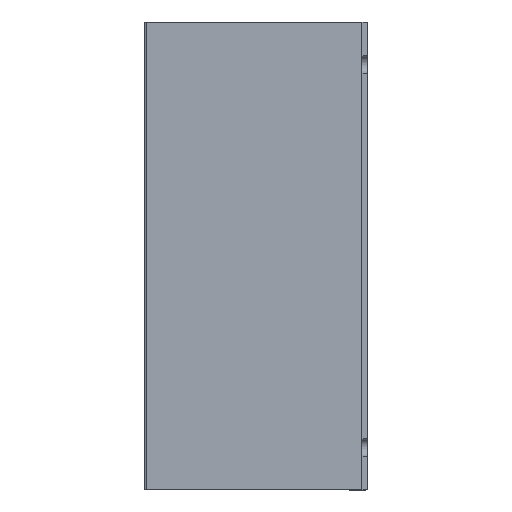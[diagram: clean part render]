
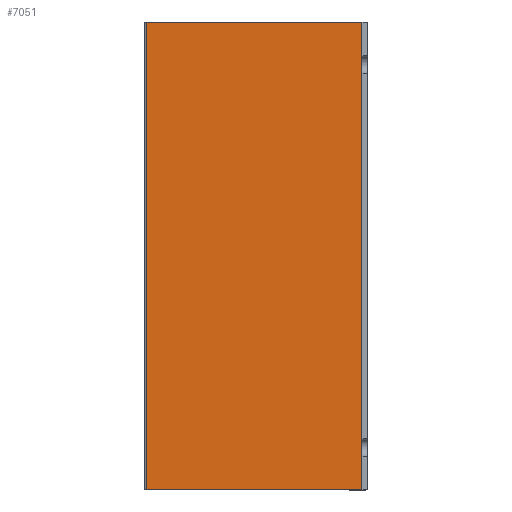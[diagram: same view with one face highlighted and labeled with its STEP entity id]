
A CAD part, left-side view. The second image highlights one B-rep face of the part: STEP entity #7051.
In plain terms, the highlighted planar face has unit normal (1, 0, 0).
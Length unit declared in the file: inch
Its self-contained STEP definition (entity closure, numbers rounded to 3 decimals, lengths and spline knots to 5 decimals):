
#1036 = CARTESIAN_POINT ( 'NONE',  ( -1.975, -1.245, 0. ) ) ;
#1060 = CARTESIAN_POINT ( 'NONE',  ( -1.975, 1.284, 0. ) ) ;
#1155 = CARTESIAN_POINT ( 'NONE',  ( -1.975, 1.284, -5.5 ) ) ;
#1260 = CARTESIAN_POINT ( 'NONE',  ( -1.975, -1.245, -5.5 ) ) ;
#1764 = EDGE_LOOP ( 'NONE', ( #3896, #3898, #3897, #3899 ) ) ;
#1989 = VECTOR ( 'NONE', #8650, 39.37008 ) ;
#2112 = VECTOR ( 'NONE', #8646, 39.37008 ) ;
#2259 = VECTOR ( 'NONE', #8648, 39.37008 ) ;
#2737 = EDGE_CURVE ( 'NONE', #7653, #7542, #4209, .T. ) ;
#2738 = EDGE_CURVE ( 'NONE', #7518, #7780, #4210, .T. ) ;
#2739 = EDGE_CURVE ( 'NONE', #7780, #7653, #4211, .T. ) ;
#3896 = ORIENTED_EDGE ( 'NONE', *, *, #2737, .T. ) ;
#3897 = ORIENTED_EDGE ( 'NONE', *, *, #2738, .T. ) ;
#3898 = ORIENTED_EDGE ( 'NONE', *, *, #7065, .T. ) ;
#3899 = ORIENTED_EDGE ( 'NONE', *, *, #2739, .T. ) ;
#4209 = LINE ( 'NONE', #8651, #1989 ) ;
#4210 = LINE ( 'NONE', #8649, #2259 ) ;
#4211 = LINE ( 'NONE', #8647, #2112 ) ;
#4629 = FACE_OUTER_BOUND ( 'NONE', #1764, .T. ) ;
#4640 = LINE ( 'NONE', #6660, #8079 ) ;
#6599 = PLANE ( 'NONE',  #8151 ) ;
#6600 = CARTESIAN_POINT ( 'NONE',  ( -1.975, -1.245, -5.5 ) ) ;
#6601 = DIRECTION ( 'NONE',  ( 1., 0., 0. ) ) ;
#6602 = DIRECTION ( 'NONE',  ( 0., 1., 0. ) ) ;
#6660 = CARTESIAN_POINT ( 'NONE',  ( -1.975, 0.0195, 0. ) ) ;
#6661 = DIRECTION ( 'NONE',  ( 0., -1., 0. ) ) ;
#7051 = ADVANCED_FACE ( 'NONE', ( #4629 ), #6599, .T. ) ;
#7065 = EDGE_CURVE ( 'NONE', #7542, #7518, #4640, .T. ) ;
#7518 = VERTEX_POINT ( 'NONE', #1036 ) ;
#7542 = VERTEX_POINT ( 'NONE', #1060 ) ;
#7653 = VERTEX_POINT ( 'NONE', #1155 ) ;
#7780 = VERTEX_POINT ( 'NONE', #1260 ) ;
#8079 = VECTOR ( 'NONE', #6661, 39.37008 ) ;
#8151 = AXIS2_PLACEMENT_3D ( 'NONE', #6600, #6601, #6602 ) ;
#8646 = DIRECTION ( 'NONE',  ( 0., 1., 0. ) ) ;
#8647 = CARTESIAN_POINT ( 'NONE',  ( -1.975, 0.0195, -5.5 ) ) ;
#8648 = DIRECTION ( 'NONE',  ( 0., 0., -1. ) ) ;
#8649 = CARTESIAN_POINT ( 'NONE',  ( -1.975, -1.245, -2.75 ) ) ;
#8650 = DIRECTION ( 'NONE',  ( 0., 0., 1. ) ) ;
#8651 = CARTESIAN_POINT ( 'NONE',  ( -1.975, 1.284, -2.75 ) ) ;
